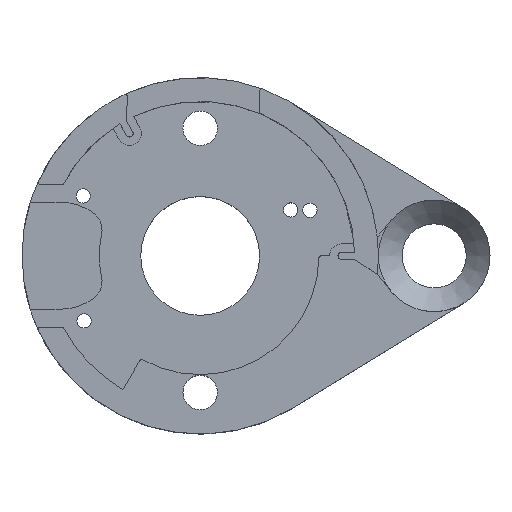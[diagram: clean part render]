
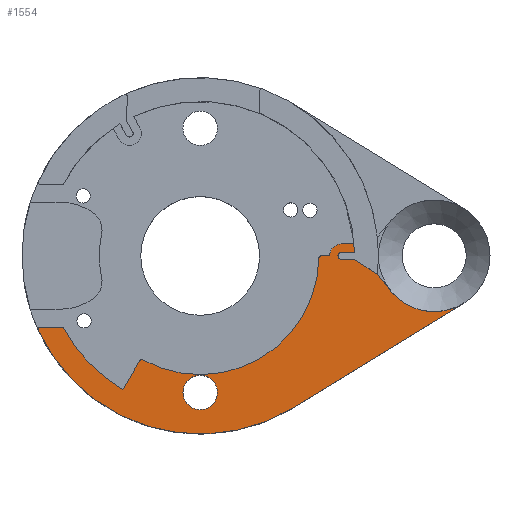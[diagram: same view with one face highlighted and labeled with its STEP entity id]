
A CAD part, top view. The second image highlights one B-rep face of the part: STEP entity #1554.
In plain terms, the highlighted planar face has unit normal (0, 0, 1).
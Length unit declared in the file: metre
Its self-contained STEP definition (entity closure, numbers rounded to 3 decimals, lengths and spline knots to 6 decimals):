
#17=PLANE('',#1675);
#78=LINE('',#2466,#204);
#79=LINE('',#2469,#205);
#80=LINE('',#2473,#206);
#81=LINE('',#2477,#207);
#82=LINE('',#2479,#208);
#83=LINE('',#2483,#209);
#84=LINE('',#2489,#210);
#85=LINE('',#2495,#211);
#86=LINE('',#2503,#212);
#204=VECTOR('',#1932,1.);
#205=VECTOR('',#1935,1.);
#206=VECTOR('',#1938,1.);
#207=VECTOR('',#1941,1.);
#208=VECTOR('',#1942,1.);
#209=VECTOR('',#1945,1.);
#210=VECTOR('',#1950,1.);
#211=VECTOR('',#1955,1.);
#212=VECTOR('',#1962,1.);
#355=ORIENTED_EDGE('',*,*,#825,.T.);
#356=ORIENTED_EDGE('',*,*,#826,.F.);
#357=ORIENTED_EDGE('',*,*,#827,.T.);
#358=ORIENTED_EDGE('',*,*,#828,.F.);
#359=ORIENTED_EDGE('',*,*,#829,.T.);
#360=ORIENTED_EDGE('',*,*,#801,.F.);
#361=ORIENTED_EDGE('',*,*,#830,.F.);
#362=ORIENTED_EDGE('',*,*,#831,.F.);
#363=ORIENTED_EDGE('',*,*,#832,.F.);
#364=ORIENTED_EDGE('',*,*,#833,.T.);
#365=ORIENTED_EDGE('',*,*,#834,.F.);
#366=ORIENTED_EDGE('',*,*,#835,.F.);
#367=ORIENTED_EDGE('',*,*,#836,.T.);
#368=ORIENTED_EDGE('',*,*,#837,.T.);
#369=ORIENTED_EDGE('',*,*,#838,.T.);
#370=ORIENTED_EDGE('',*,*,#839,.T.);
#371=ORIENTED_EDGE('',*,*,#840,.F.);
#372=ORIENTED_EDGE('',*,*,#841,.T.);
#373=ORIENTED_EDGE('',*,*,#842,.T.);
#374=ORIENTED_EDGE('',*,*,#843,.T.);
#375=ORIENTED_EDGE('',*,*,#844,.T.);
#376=ORIENTED_EDGE('',*,*,#845,.T.);
#377=ORIENTED_EDGE('',*,*,#846,.T.);
#378=ORIENTED_EDGE('',*,*,#847,.T.);
#801=EDGE_CURVE('',#1036,#1037,#1188,.T.);
#825=EDGE_CURVE('',#1059,#1059,#1199,.F.);
#826=EDGE_CURVE('',#1060,#1061,#1200,.T.);
#827=EDGE_CURVE('',#1060,#1062,#1201,.T.);
#828=EDGE_CURVE('',#1063,#1062,#78,.T.);
#829=EDGE_CURVE('',#1063,#1037,#1202,.T.);
#830=EDGE_CURVE('',#1064,#1036,#79,.T.);
#831=EDGE_CURVE('',#1065,#1064,#1203,.T.);
#832=EDGE_CURVE('',#1066,#1065,#80,.T.);
#833=EDGE_CURVE('',#1066,#1067,#1204,.F.);
#834=EDGE_CURVE('',#1068,#1067,#81,.T.);
#835=EDGE_CURVE('',#1069,#1068,#82,.T.);
#836=EDGE_CURVE('',#1069,#1070,#1205,.T.);
#837=EDGE_CURVE('',#1070,#1071,#83,.T.);
#838=EDGE_CURVE('',#1071,#1072,#1206,.T.);
#839=EDGE_CURVE('',#1072,#1073,#1207,.F.);
#840=EDGE_CURVE('',#1074,#1073,#84,.T.);
#841=EDGE_CURVE('',#1074,#1075,#1208,.T.);
#842=EDGE_CURVE('',#1075,#1076,#1209,.F.);
#843=EDGE_CURVE('',#1076,#1077,#85,.T.);
#844=EDGE_CURVE('',#1077,#1078,#1210,.T.);
#845=EDGE_CURVE('',#1078,#1079,#1211,.T.);
#846=EDGE_CURVE('',#1079,#1080,#1212,.T.);
#847=EDGE_CURVE('',#1080,#1061,#86,.T.);
#1036=VERTEX_POINT('',#2410);
#1037=VERTEX_POINT('',#2412);
#1059=VERTEX_POINT('',#2460);
#1060=VERTEX_POINT('',#2462);
#1061=VERTEX_POINT('',#2463);
#1062=VERTEX_POINT('',#2465);
#1063=VERTEX_POINT('',#2467);
#1064=VERTEX_POINT('',#2470);
#1065=VERTEX_POINT('',#2472);
#1066=VERTEX_POINT('',#2474);
#1067=VERTEX_POINT('',#2476);
#1068=VERTEX_POINT('',#2478);
#1069=VERTEX_POINT('',#2480);
#1070=VERTEX_POINT('',#2482);
#1071=VERTEX_POINT('',#2484);
#1072=VERTEX_POINT('',#2486);
#1073=VERTEX_POINT('',#2488);
#1074=VERTEX_POINT('',#2490);
#1075=VERTEX_POINT('',#2492);
#1076=VERTEX_POINT('',#2494);
#1077=VERTEX_POINT('',#2496);
#1078=VERTEX_POINT('',#2498);
#1079=VERTEX_POINT('',#2500);
#1080=VERTEX_POINT('',#2502);
#1188=CIRCLE('',#1663,0.015);
#1199=CIRCLE('',#1676,0.00145);
#1200=CIRCLE('',#1677,0.013);
#1201=CIRCLE('',#1678,0.0002);
#1202=CIRCLE('',#1679,0.0002);
#1203=CIRCLE('',#1680,0.0047);
#1204=CIRCLE('',#1681,0.0002);
#1205=CIRCLE('',#1682,0.0003);
#1206=CIRCLE('',#1683,0.013);
#1207=CIRCLE('',#1684,0.0002);
#1208=CIRCLE('',#1685,0.001);
#1209=CIRCLE('',#1686,0.0002);
#1210=CIRCLE('',#1687,0.0002);
#1211=CIRCLE('',#1688,0.01);
#1212=CIRCLE('',#1689,0.0002);
#1292=EDGE_LOOP('',(#355));
#1293=EDGE_LOOP('',(#356,#357,#358,#359,#360,#361,#362,#363,#364,#365,#366,
#367,#368,#369,#370,#371,#372,#373,#374,#375,#376,#377,#378));
#1402=FACE_BOUND('',#1292,.T.);
#1403=FACE_BOUND('',#1293,.T.);
#1554=ADVANCED_FACE('',(#1402,#1403),#17,.T.);
#1663=AXIS2_PLACEMENT_3D('',#2411,#1887,#1888);
#1675=AXIS2_PLACEMENT_3D('',#2458,#1924,#1925);
#1676=AXIS2_PLACEMENT_3D('',#2459,#1926,#1927);
#1677=AXIS2_PLACEMENT_3D('',#2461,#1928,#1929);
#1678=AXIS2_PLACEMENT_3D('',#2464,#1930,#1931);
#1679=AXIS2_PLACEMENT_3D('',#2468,#1933,#1934);
#1680=AXIS2_PLACEMENT_3D('',#2471,#1936,#1937);
#1681=AXIS2_PLACEMENT_3D('',#2475,#1939,#1940);
#1682=AXIS2_PLACEMENT_3D('',#2481,#1943,#1944);
#1683=AXIS2_PLACEMENT_3D('',#2485,#1946,#1947);
#1684=AXIS2_PLACEMENT_3D('',#2487,#1948,#1949);
#1685=AXIS2_PLACEMENT_3D('',#2491,#1951,#1952);
#1686=AXIS2_PLACEMENT_3D('',#2493,#1953,#1954);
#1687=AXIS2_PLACEMENT_3D('',#2497,#1956,#1957);
#1688=AXIS2_PLACEMENT_3D('',#2499,#1958,#1959);
#1689=AXIS2_PLACEMENT_3D('',#2501,#1960,#1961);
#1887=DIRECTION('',(0.,0.,-1.));
#1888=DIRECTION('',(1.,0.,0.));
#1924=DIRECTION('',(0.,0.,1.));
#1925=DIRECTION('',(1.,0.,0.));
#1926=DIRECTION('',(0.,0.,1.));
#1927=DIRECTION('',(1.,0.,0.));
#1928=DIRECTION('',(0.,0.,1.));
#1929=DIRECTION('',(1.,0.,0.));
#1930=DIRECTION('',(0.,0.,1.));
#1931=DIRECTION('',(1.,0.,0.));
#1932=DIRECTION('',(1.,0.,0.));
#1933=DIRECTION('',(0.,0.,1.));
#1934=DIRECTION('',(1.,0.,0.));
#1935=DIRECTION('',(-0.852,-0.523,0.));
#1936=DIRECTION('',(0.,0.,1.));
#1937=DIRECTION('',(1.,0.,0.));
#1938=DIRECTION('',(0.632,-0.775,0.));
#1939=DIRECTION('',(0.,0.,1.));
#1940=DIRECTION('',(1.,0.,0.));
#1941=DIRECTION('',(0.833,-0.553,0.));
#1942=DIRECTION('',(1.,0.,0.));
#1943=DIRECTION('',(0.,0.,-1.));
#1944=DIRECTION('',(1.,0.,0.));
#1945=DIRECTION('',(1.,0.,0.));
#1946=DIRECTION('',(0.,0.,1.));
#1947=DIRECTION('',(1.,0.,0.));
#1948=DIRECTION('',(0.,0.,1.));
#1949=DIRECTION('',(1.,0.,0.));
#1950=DIRECTION('',(1.,0.,0.));
#1951=DIRECTION('',(0.,0.,1.));
#1952=DIRECTION('',(1.,0.,0.));
#1953=DIRECTION('',(0.,0.,1.));
#1954=DIRECTION('',(1.,0.,0.));
#1955=DIRECTION('',(-1.,0.,0.));
#1956=DIRECTION('',(0.,0.,1.));
#1957=DIRECTION('',(1.,0.,0.));
#1958=DIRECTION('',(0.,0.,-1.));
#1959=DIRECTION('',(1.,0.,0.));
#1960=DIRECTION('',(0.,0.,1.));
#1961=DIRECTION('',(1.,0.,0.));
#1962=DIRECTION('',(-0.5,-0.866,0.));
#2410=CARTESIAN_POINT('',(0.007843,-0.012786,0.003));
#2411=CARTESIAN_POINT('',(0.,0.,0.003));
#2412=CARTESIAN_POINT('',(-0.01362,-0.006284,0.003));
#2458=CARTESIAN_POINT('',(0.,0.,0.003));
#2459=CARTESIAN_POINT('',(0.,-0.0115,0.003));
#2460=CARTESIAN_POINT('',(0.00145,-0.0115,0.003));
#2461=CARTESIAN_POINT('',(0.,0.,0.003));
#2462=CARTESIAN_POINT('',(-0.011477,-0.006106,0.003));
#2463=CARTESIAN_POINT('',(-0.0065,-0.011258,0.003));
#2464=CARTESIAN_POINT('',(-0.011653,-0.0062,0.003));
#2465=CARTESIAN_POINT('',(-0.011653,-0.006,0.003));
#2466=CARTESIAN_POINT('',(0.,-0.006,0.003));
#2467=CARTESIAN_POINT('',(-0.013439,-0.006,0.003));
#2468=CARTESIAN_POINT('',(-0.013439,-0.0062,0.003));
#2469=CARTESIAN_POINT('',(0.015,-0.008396,0.003));
#2470=CARTESIAN_POINT('',(0.022157,-0.004006,0.003));
#2471=CARTESIAN_POINT('',(0.0197,0.,0.003));
#2472=CARTESIAN_POINT('',(0.016057,-0.002969,0.003));
#2473=CARTESIAN_POINT('',(0.015487,-0.00227,0.003));
#2474=CARTESIAN_POINT('',(0.014917,-0.001571,0.003));
#2475=CARTESIAN_POINT('',(0.014718,-0.001559,0.003));
#2476=CARTESIAN_POINT('',(0.014917,-0.001575,0.003));
#2477=CARTESIAN_POINT('',(0.013551,-0.000668,0.003));
#2478=CARTESIAN_POINT('',(0.012997,-0.0003,0.003));
#2479=CARTESIAN_POINT('',(0.012377,-0.0003,0.003));
#2480=CARTESIAN_POINT('',(0.0119,-0.0003,0.003));
#2481=CARTESIAN_POINT('',(0.0119,0.,0.003));
#2482=CARTESIAN_POINT('',(0.0119,0.0003,0.003));
#2483=CARTESIAN_POINT('',(0.012925,0.0003,0.003));
#2484=CARTESIAN_POINT('',(0.012997,0.0003,0.003));
#2485=CARTESIAN_POINT('',(0.,0.,0.003));
#2486=CARTESIAN_POINT('',(0.012943,0.001219,0.003));
#2487=CARTESIAN_POINT('',(0.012744,0.0012,0.003));
#2488=CARTESIAN_POINT('',(0.012744,0.001,0.003));
#2489=CARTESIAN_POINT('',(0.012431,0.001,0.003));
#2490=CARTESIAN_POINT('',(0.0119,0.001,0.003));
#2491=CARTESIAN_POINT('',(0.0119,0.,0.003));
#2492=CARTESIAN_POINT('',(0.010914,0.000167,0.003));
#2493=CARTESIAN_POINT('',(0.010717,0.0002,0.003));
#2494=CARTESIAN_POINT('',(0.010717,0.,0.003));
#2495=CARTESIAN_POINT('',(0.01045,0.,0.003));
#2496=CARTESIAN_POINT('',(0.010198,0.,0.003));
#2497=CARTESIAN_POINT('',(0.010198,-0.0002,0.003));
#2498=CARTESIAN_POINT('',(0.009998,-0.000196,0.003));
#2499=CARTESIAN_POINT('',(0.,0.,0.003));
#2500=CARTESIAN_POINT('',(-0.004829,-0.008757,0.003));
#2501=CARTESIAN_POINT('',(-0.004926,-0.008932,0.003));
#2502=CARTESIAN_POINT('',(-0.005099,-0.008832,0.003));
#2503=CARTESIAN_POINT('',(-0.005625,-0.009743,0.003));
